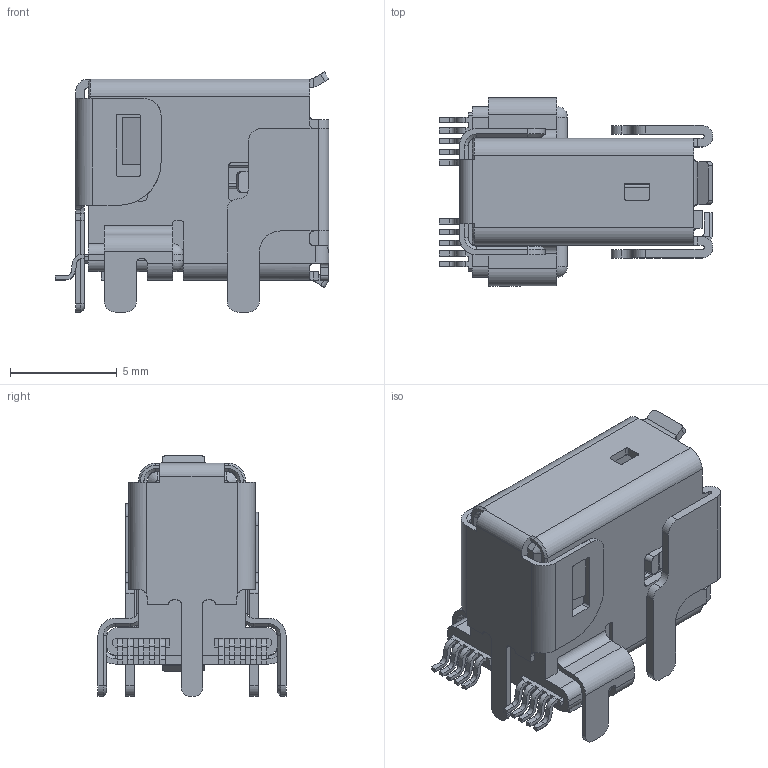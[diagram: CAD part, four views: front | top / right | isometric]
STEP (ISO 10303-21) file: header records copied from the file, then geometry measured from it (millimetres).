
FILE_DESCRIPTION(/* description */ (''),/* implementation_level */ '2;1');
FILE_NAME(/* name */ '100695473ugm000_d.stp',/* time_stamp */ '2019-03-07T10:33:23+01:00',/* author */ (''),/* organization */ (''),/* preprocessor_version */ 'ST-DEVELOPER v16.7',/* originating_system */ 'SIEMENS PLM Software NX 12.0',/* authorisation */ '');
FILE_SCHEMA (('AUTOMOTIVE_DESIGN { 1 0 10303 214 3 1 1 1 }'));
Length unit declared in the file: millimetre
Products named in the file (1): 100695473ugm000_d
Bounding box: 12.8 x 8.8 x 11.25 mm (x, y, z)
Volume: 408 mm3; surface area: 1161 mm2
Topology: 1 solids, 1 shells, 960 faces, 2677 edges, 1678 vertices
Faces by surface type: plane 554, cylinder 294, cone 68, torus 20, bspline 17, sphere 7
Entity records: 34040 total; most frequent: CARTESIAN_POINT 7533, ORIENTED_EDGE 5340, DIRECTION 5088, EDGE_CURVE 2670, LINE 1918, VECTOR 1918, VERTEX_POINT 1675, AXIS2_PLACEMENT_3D 1585
